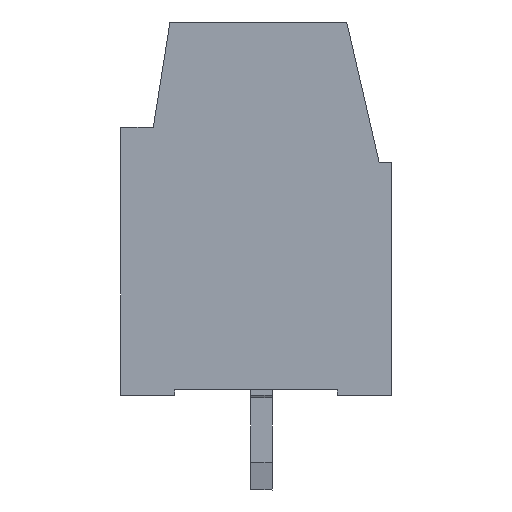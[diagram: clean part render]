
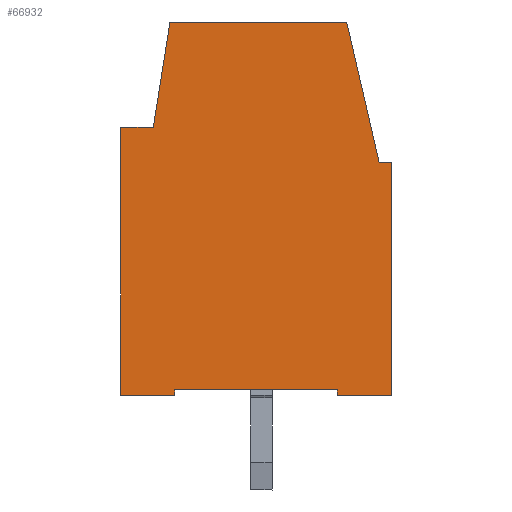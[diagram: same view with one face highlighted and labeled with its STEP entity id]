
A CAD part, left-side view. The second image highlights one B-rep face of the part: STEP entity #66932.
In plain terms, the highlighted planar face has unit normal (-1, 0, 0).
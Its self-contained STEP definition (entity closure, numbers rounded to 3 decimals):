
#66840=AXIS2_PLACEMENT_3D('Plane Axis2P3D',#66837,#66838,#66839) ;
#66448=CARTESIAN_POINT('Vertex',(0.,0.,12.101)) ;
#66451=CARTESIAN_POINT('Line Origine',(0.,0.,7.8)) ;
#66455=CARTESIAN_POINT('Vertex',(0.,0.,3.5)) ;
#66821=CARTESIAN_POINT('Vertex',(0.,0.445,12.1)) ;
#66824=CARTESIAN_POINT('Line Origine',(0.,0.223,12.1)) ;
#66837=CARTESIAN_POINT('Axis2P3D Location',(0.,3.449,14.)) ;
#66842=CARTESIAN_POINT('Line Origine',(0.,1.027,14.623)) ;
#66846=CARTESIAN_POINT('Vertex',(0.,1.609,17.145)) ;
#66849=CARTESIAN_POINT('Line Origine',(0.,1.627,17.223)) ;
#66853=CARTESIAN_POINT('Vertex',(0.,1.645,17.3)) ;
#66856=CARTESIAN_POINT('Line Origine',(0.,4.913,17.3)) ;
#66860=CARTESIAN_POINT('Vertex',(0.,8.181,17.301)) ;
#66863=CARTESIAN_POINT('Line Origine',(0.,8.49,15.351)) ;
#66867=CARTESIAN_POINT('Vertex',(0.,8.799,13.401)) ;
#66870=CARTESIAN_POINT('Line Origine',(0.,9.399,13.401)) ;
#66874=CARTESIAN_POINT('Vertex',(0.,9.999,13.401)) ;
#66877=CARTESIAN_POINT('Line Origine',(0.,10.,8.451)) ;
#66881=CARTESIAN_POINT('Vertex',(0.,10.,3.501)) ;
#66884=CARTESIAN_POINT('Line Origine',(0.,9.,3.501)) ;
#66888=CARTESIAN_POINT('Vertex',(0.,8.,3.501)) ;
#66891=CARTESIAN_POINT('Line Origine',(0.,8.,3.601)) ;
#66895=CARTESIAN_POINT('Vertex',(0.,8.,3.701)) ;
#66898=CARTESIAN_POINT('Line Origine',(0.,5.,3.7)) ;
#66902=CARTESIAN_POINT('Vertex',(0.,2.,3.7)) ;
#66905=CARTESIAN_POINT('Line Origine',(0.,2.,3.6)) ;
#66909=CARTESIAN_POINT('Vertex',(0.,2.,3.5)) ;
#66912=CARTESIAN_POINT('Line Origine',(0.,1.,3.5)) ;
#66452=DIRECTION('Vector Direction',(0.,0.,1.)) ;
#66825=DIRECTION('Vector Direction',(0.,-1.,0.001)) ;
#66838=DIRECTION('Axis2P3D Direction',(1.,0.,0.)) ;
#66839=DIRECTION('Axis2P3D XDirection',(0.,1.,0.)) ;
#66843=DIRECTION('Vector Direction',(0.,0.225,0.974)) ;
#66850=DIRECTION('Vector Direction',(0.,0.225,0.974)) ;
#66857=DIRECTION('Vector Direction',(0.,-1.,0.)) ;
#66864=DIRECTION('Vector Direction',(0.,0.157,-0.988)) ;
#66871=DIRECTION('Vector Direction',(0.,-1.,0.)) ;
#66878=DIRECTION('Vector Direction',(0.,0.,-1.)) ;
#66885=DIRECTION('Vector Direction',(0.,-1.,0.)) ;
#66892=DIRECTION('Vector Direction',(0.,0.,1.)) ;
#66899=DIRECTION('Vector Direction',(0.,-1.,0.)) ;
#66906=DIRECTION('Vector Direction',(0.,0.,-1.)) ;
#66913=DIRECTION('Vector Direction',(0.,-1.,0.)) ;
#66453=VECTOR('Line Direction',#66452,1.) ;
#66826=VECTOR('Line Direction',#66825,1.) ;
#66844=VECTOR('Line Direction',#66843,1.) ;
#66851=VECTOR('Line Direction',#66850,1.) ;
#66858=VECTOR('Line Direction',#66857,1.) ;
#66865=VECTOR('Line Direction',#66864,1.) ;
#66872=VECTOR('Line Direction',#66871,1.) ;
#66879=VECTOR('Line Direction',#66878,1.) ;
#66886=VECTOR('Line Direction',#66885,1.) ;
#66893=VECTOR('Line Direction',#66892,1.) ;
#66900=VECTOR('Line Direction',#66899,1.) ;
#66907=VECTOR('Line Direction',#66906,1.) ;
#66914=VECTOR('Line Direction',#66913,1.) ;
#66918=ORIENTED_EDGE('',*,*,#66457,.T.) ;
#66919=ORIENTED_EDGE('',*,*,#66828,.F.) ;
#66920=ORIENTED_EDGE('',*,*,#66848,.T.) ;
#66921=ORIENTED_EDGE('',*,*,#66855,.T.) ;
#66922=ORIENTED_EDGE('',*,*,#66862,.F.) ;
#66923=ORIENTED_EDGE('',*,*,#66869,.T.) ;
#66924=ORIENTED_EDGE('',*,*,#66876,.F.) ;
#66925=ORIENTED_EDGE('',*,*,#66883,.T.) ;
#66926=ORIENTED_EDGE('',*,*,#66890,.T.) ;
#66927=ORIENTED_EDGE('',*,*,#66897,.T.) ;
#66928=ORIENTED_EDGE('',*,*,#66904,.T.) ;
#66929=ORIENTED_EDGE('',*,*,#66911,.T.) ;
#66930=ORIENTED_EDGE('',*,*,#66916,.T.) ;
#66932=ADVANCED_FACE('COVER',(#66931),#66841,.F.) ;
#66457=EDGE_CURVE('',#66456,#66449,#66454,.T.) ;
#66828=EDGE_CURVE('',#66822,#66449,#66827,.T.) ;
#66848=EDGE_CURVE('',#66822,#66847,#66845,.T.) ;
#66855=EDGE_CURVE('',#66847,#66854,#66852,.T.) ;
#66862=EDGE_CURVE('',#66861,#66854,#66859,.T.) ;
#66869=EDGE_CURVE('',#66861,#66868,#66866,.T.) ;
#66876=EDGE_CURVE('',#66875,#66868,#66873,.T.) ;
#66883=EDGE_CURVE('',#66875,#66882,#66880,.T.) ;
#66890=EDGE_CURVE('',#66882,#66889,#66887,.T.) ;
#66897=EDGE_CURVE('',#66889,#66896,#66894,.T.) ;
#66904=EDGE_CURVE('',#66896,#66903,#66901,.T.) ;
#66911=EDGE_CURVE('',#66903,#66910,#66908,.T.) ;
#66916=EDGE_CURVE('',#66910,#66456,#66915,.T.) ;
#66917=EDGE_LOOP('',(#66918,#66919,#66920,#66921,#66922,#66923,#66924,#66925,#66926,#66927,#66928,#66929,#66930)) ;
#66931=FACE_OUTER_BOUND('',#66917,.T.) ;
#66454=LINE('Line',#66451,#66453) ;
#66827=LINE('Line',#66824,#66826) ;
#66845=LINE('Line',#66842,#66844) ;
#66852=LINE('Line',#66849,#66851) ;
#66859=LINE('Line',#66856,#66858) ;
#66866=LINE('Line',#66863,#66865) ;
#66873=LINE('Line',#66870,#66872) ;
#66880=LINE('Line',#66877,#66879) ;
#66887=LINE('Line',#66884,#66886) ;
#66894=LINE('Line',#66891,#66893) ;
#66901=LINE('Line',#66898,#66900) ;
#66908=LINE('Line',#66905,#66907) ;
#66915=LINE('Line',#66912,#66914) ;
#66841=PLANE('',#66840) ;
#66449=VERTEX_POINT('',#66448) ;
#66456=VERTEX_POINT('',#66455) ;
#66822=VERTEX_POINT('',#66821) ;
#66847=VERTEX_POINT('',#66846) ;
#66854=VERTEX_POINT('',#66853) ;
#66861=VERTEX_POINT('',#66860) ;
#66868=VERTEX_POINT('',#66867) ;
#66875=VERTEX_POINT('',#66874) ;
#66882=VERTEX_POINT('',#66881) ;
#66889=VERTEX_POINT('',#66888) ;
#66896=VERTEX_POINT('',#66895) ;
#66903=VERTEX_POINT('',#66902) ;
#66910=VERTEX_POINT('',#66909) ;
